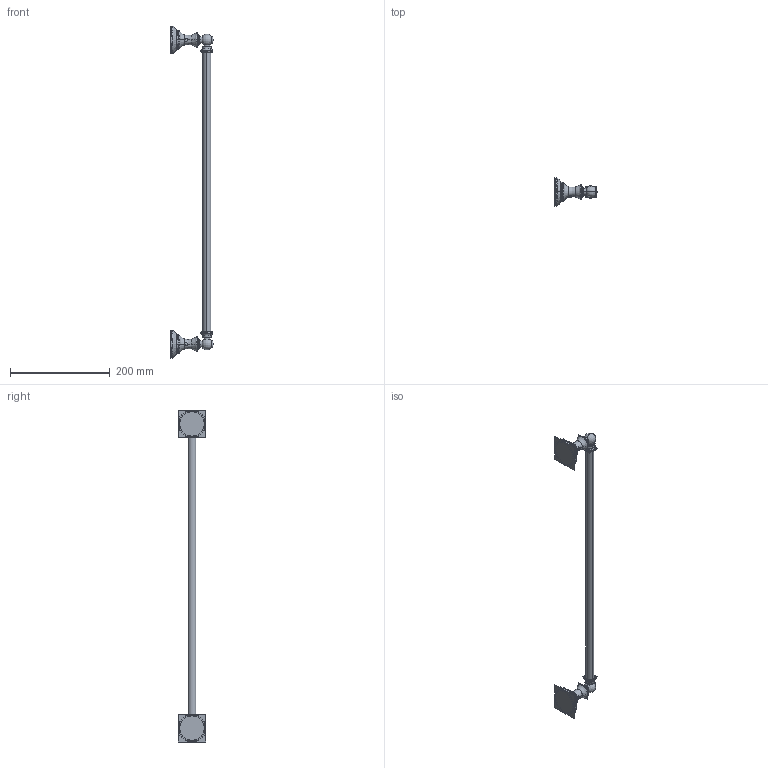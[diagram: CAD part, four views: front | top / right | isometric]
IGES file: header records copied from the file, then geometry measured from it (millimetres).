
Start section:  PTC IGES file: 5603_asm.igs
Global section: file name: 5603_asm.igs; native system: Creo Parametric by PTC Inc.; preprocessor: 2018400; author: jinson.thomas; organization: Unknown; date: 20190808.163424; units: inch
Bounding box: 84.71 x 55.88 x 665.48 mm (x, y, z)
Volume: 115053.2 mm3; surface area: 511594.3 mm2
Topology: 7 solids, 7 shells, 750 faces, 3940 edges, 5127 vertices
Faces by surface type: revolution 482, bspline 268
